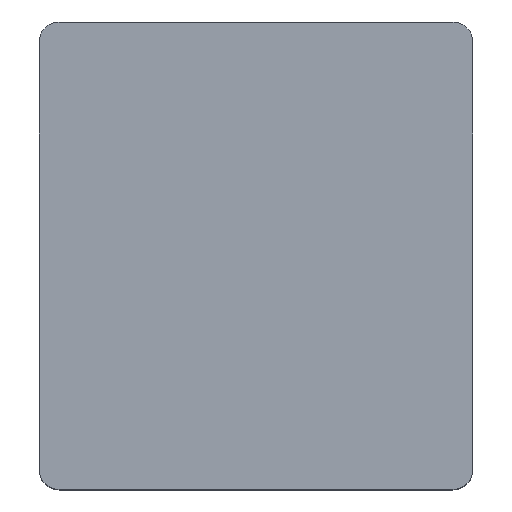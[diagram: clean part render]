
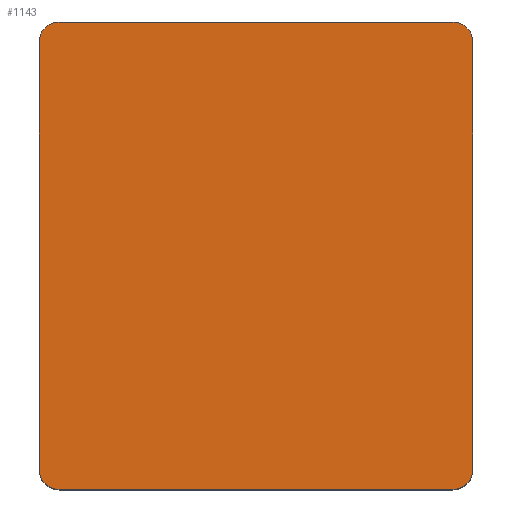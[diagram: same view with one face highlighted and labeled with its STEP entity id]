
A CAD part, top view. The second image highlights one B-rep face of the part: STEP entity #1143.
In plain terms, the highlighted planar face has unit normal (0, 0, 1).
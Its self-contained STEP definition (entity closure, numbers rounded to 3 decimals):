
#26 = CARTESIAN_POINT ( 'NONE',  ( 3.287, -9.143, 10. ) ) ;
#33 = AXIS2_PLACEMENT_3D ( 'NONE', #1170, #1303, #775 ) ;
#70 = PLANE ( 'NONE',  #923 ) ;
#88 = LINE ( 'NONE', #503, #1138 ) ;
#121 = CARTESIAN_POINT ( 'NONE',  ( -7.613, -9.143, 10. ) ) ;
#147 = DIRECTION ( 'NONE',  ( 1., 0., 0. ) ) ;
#199 = EDGE_LOOP ( 'NONE', ( #492, #1653, #1226, #914, #254, #1551, #1502, #500 ) ) ;
#240 = DIRECTION ( 'NONE',  ( -1., 0., 0. ) ) ;
#247 = DIRECTION ( 'NONE',  ( 0., -1., 0. ) ) ;
#254 = ORIENTED_EDGE ( 'NONE', *, *, #318, .F. ) ;
#267 = EDGE_CURVE ( 'NONE', #1269, #1486, #1184, .T. ) ;
#272 = CARTESIAN_POINT ( 'NONE',  ( -7.113, 2.107, 10. ) ) ;
#309 = VERTEX_POINT ( 'NONE', #121 ) ;
#318 = EDGE_CURVE ( 'NONE', #905, #826, #823, .T. ) ;
#377 = LINE ( 'NONE', #538, #1574 ) ;
#425 = EDGE_CURVE ( 'NONE', #1614, #584, #377, .T. ) ;
#440 = DIRECTION ( 'NONE',  ( 1., 0., 0. ) ) ;
#452 = CARTESIAN_POINT ( 'NONE',  ( 3.287, 1.607, 10. ) ) ;
#492 = ORIENTED_EDGE ( 'NONE', *, *, #598, .T. ) ;
#500 = ORIENTED_EDGE ( 'NONE', *, *, #267, .T. ) ;
#503 = CARTESIAN_POINT ( 'NONE',  ( 3.287, 2.107, 10. ) ) ;
#530 = EDGE_CURVE ( 'NONE', #584, #826, #1091, .T. ) ;
#538 = CARTESIAN_POINT ( 'NONE',  ( 0., -9.643, 10. ) ) ;
#564 = CARTESIAN_POINT ( 'NONE',  ( 2.787, -9.143, 10. ) ) ;
#576 = EDGE_CURVE ( 'NONE', #309, #1614, #756, .T. ) ;
#580 = CARTESIAN_POINT ( 'NONE',  ( -7.113, 1.607, 10. ) ) ;
#584 = VERTEX_POINT ( 'NONE', #1322 ) ;
#590 = AXIS2_PLACEMENT_3D ( 'NONE', #564, #1121, #1664 ) ;
#598 = EDGE_CURVE ( 'NONE', #1486, #309, #1454, .T. ) ;
#629 = CARTESIAN_POINT ( 'NONE',  ( -7.613, 1.607, 10. ) ) ;
#681 = DIRECTION ( 'NONE',  ( 1., 0., 0. ) ) ;
#685 = CARTESIAN_POINT ( 'NONE',  ( 3.287, 0., 10. ) ) ;
#756 = CIRCLE ( 'NONE', #33, 0.5 ) ;
#775 = DIRECTION ( 'NONE',  ( 1., 0., 0. ) ) ;
#780 = DIRECTION ( 'NONE',  ( 1., 0., 0. ) ) ;
#823 = LINE ( 'NONE', #685, #1273 ) ;
#826 = VERTEX_POINT ( 'NONE', #26 ) ;
#862 = CARTESIAN_POINT ( 'NONE',  ( 2.787, 1.607, 10. ) ) ;
#893 = CARTESIAN_POINT ( 'NONE',  ( -7.613, 0., 10. ) ) ;
#905 = VERTEX_POINT ( 'NONE', #452 ) ;
#912 = AXIS2_PLACEMENT_3D ( 'NONE', #580, #1142, #147 ) ;
#914 = ORIENTED_EDGE ( 'NONE', *, *, #530, .T. ) ;
#923 = AXIS2_PLACEMENT_3D ( 'NONE', #1158, #1033, #780 ) ;
#925 = EDGE_CURVE ( 'NONE', #905, #1108, #1439, .T. ) ;
#1033 = DIRECTION ( 'NONE',  ( 0., 0., 1. ) ) ;
#1091 = CIRCLE ( 'NONE', #590, 0.5 ) ;
#1108 = VERTEX_POINT ( 'NONE', #1474 ) ;
#1121 = DIRECTION ( 'NONE',  ( 0., 0., 1. ) ) ;
#1138 = VECTOR ( 'NONE', #240, 1000. ) ;
#1142 = DIRECTION ( 'NONE',  ( 0., 0., 1. ) ) ;
#1143 = ADVANCED_FACE ( 'NONE', ( #1620 ), #70, .T. ) ;
#1153 = EDGE_CURVE ( 'NONE', #1108, #1269, #88, .T. ) ;
#1158 = CARTESIAN_POINT ( 'NONE',  ( 0., 0., 10. ) ) ;
#1170 = CARTESIAN_POINT ( 'NONE',  ( -7.113, -9.143, 10. ) ) ;
#1184 = CIRCLE ( 'NONE', #912, 0.5 ) ;
#1226 = ORIENTED_EDGE ( 'NONE', *, *, #425, .T. ) ;
#1248 = AXIS2_PLACEMENT_3D ( 'NONE', #862, #1276, #440 ) ;
#1269 = VERTEX_POINT ( 'NONE', #272 ) ;
#1273 = VECTOR ( 'NONE', #247, 1000. ) ;
#1276 = DIRECTION ( 'NONE',  ( 0., 0., 1. ) ) ;
#1303 = DIRECTION ( 'NONE',  ( 0., 0., 1. ) ) ;
#1322 = CARTESIAN_POINT ( 'NONE',  ( 2.787, -9.643, 10. ) ) ;
#1439 = CIRCLE ( 'NONE', #1248, 0.5 ) ;
#1454 = LINE ( 'NONE', #893, #1757 ) ;
#1474 = CARTESIAN_POINT ( 'NONE',  ( 2.787, 2.107, 10. ) ) ;
#1486 = VERTEX_POINT ( 'NONE', #629 ) ;
#1502 = ORIENTED_EDGE ( 'NONE', *, *, #1153, .T. ) ;
#1503 = CARTESIAN_POINT ( 'NONE',  ( -7.113, -9.643, 10. ) ) ;
#1551 = ORIENTED_EDGE ( 'NONE', *, *, #925, .T. ) ;
#1574 = VECTOR ( 'NONE', #681, 1000. ) ;
#1614 = VERTEX_POINT ( 'NONE', #1503 ) ;
#1620 = FACE_OUTER_BOUND ( 'NONE', #199, .T. ) ;
#1653 = ORIENTED_EDGE ( 'NONE', *, *, #576, .T. ) ;
#1664 = DIRECTION ( 'NONE',  ( 1., 0., 0. ) ) ;
#1746 = DIRECTION ( 'NONE',  ( 0., -1., 0. ) ) ;
#1757 = VECTOR ( 'NONE', #1746, 1000. ) ;
